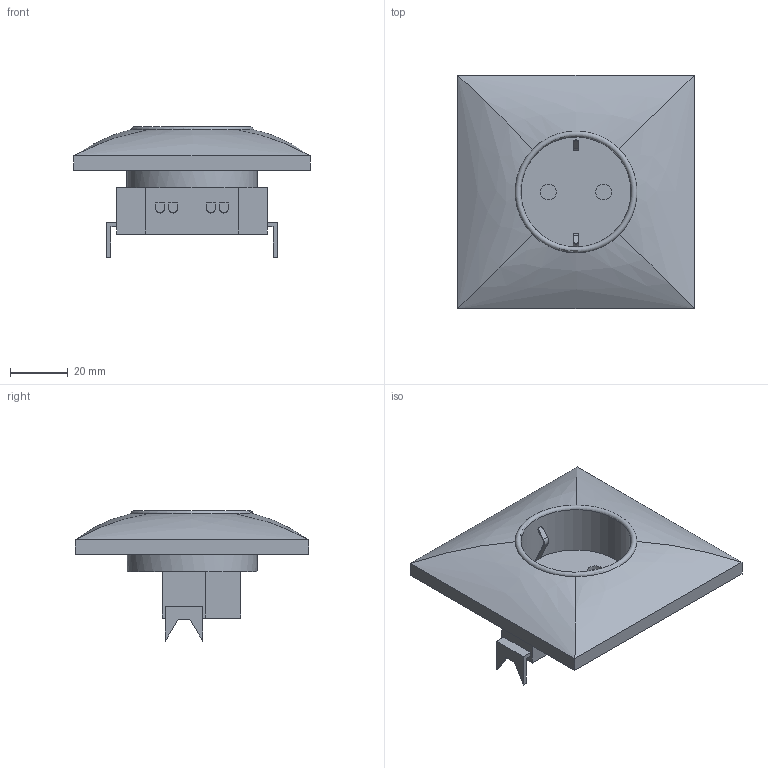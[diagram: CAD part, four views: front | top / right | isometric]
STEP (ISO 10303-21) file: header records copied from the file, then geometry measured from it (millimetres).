
FILE_DESCRIPTION (( 'STEP AP203' ), '1' );
FILE_NAME ('ERK11-K01-16-DM ÐÑø10-3-ÊÁ Ðîçåòêà 1ìåñòí. c çê ñ çàù.øòîð. 16À ÊÂÀÐÒÀ (áåëûé) .STEP', '2016-11-23T11:16:34', ( '' ), ( '' ), 'SwSTEP 2.0', 'SolidWorks 2014', '' );
FILE_SCHEMA (( 'CONFIG_CONTROL_DESIGN' ));
Length unit declared in the file: millimetre
Products named in the file (1): ERK11-K01-16-DM ÐÑø10-3-ÊÁ Ðîçåòêà 1ìåñòí. c çê ñ çàù.øòîð. 16À ÊÂÀÐÒÀ (áåëûé) 
Bounding box: 81.5 x 80.5 x 45 mm (x, y, z)
Volume: 65806.9 mm3; surface area: 29150.3 mm2
Topology: 1 solids, 3 shells, 170 faces, 439 edges, 289 vertices
Faces by surface type: plane 104, cylinder 46, bspline 19, torus 1
Full cylindrical faces by diameter (mm): 4 x4, 5.5 x4, 38 x1, 45 x1
Entity records: 5574 total; most frequent: CARTESIAN_POINT 1419, ORIENTED_EDGE 846, DIRECTION 795, EDGE_CURVE 423, VERTEX_POINT 284, LINE 283, VECTOR 283, AXIS2_PLACEMENT_3D 256
